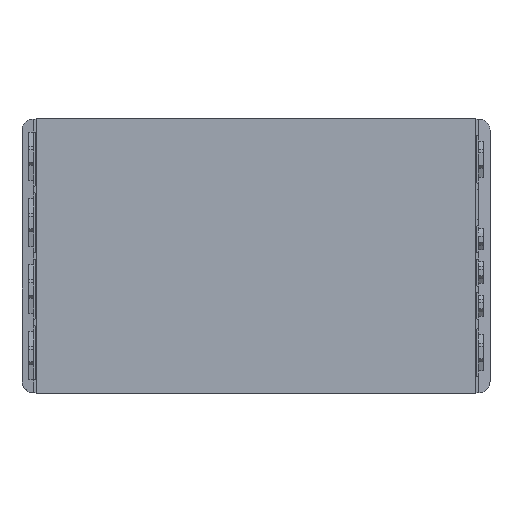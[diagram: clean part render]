
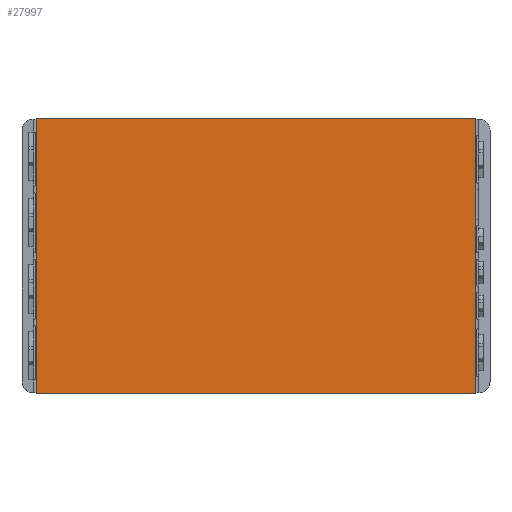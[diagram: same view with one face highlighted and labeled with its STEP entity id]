
A CAD part, top view. The second image highlights one B-rep face of the part: STEP entity #27997.
In plain terms, the highlighted face is planar.
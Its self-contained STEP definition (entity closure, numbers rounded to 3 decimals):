
#1007=FACE_OUTER_BOUND('',#2373,.T.);
#2373=EDGE_LOOP('',(#20434,#20435,#20436,#20437));
#4464=LINE('',#40039,#8456);
#4468=LINE('',#40047,#8460);
#4471=LINE('',#40053,#8463);
#4474=LINE('',#40058,#8466);
#8456=VECTOR('',#32701,1000.);
#8460=VECTOR('',#32707,1000.);
#8463=VECTOR('',#32712,1000.);
#8466=VECTOR('',#32717,1000.);
#12114=VERTEX_POINT('',#40037);
#12115=VERTEX_POINT('',#40038);
#12118=VERTEX_POINT('',#40046);
#12120=VERTEX_POINT('',#40052);
#15206=EDGE_CURVE('',#12114,#12115,#4464,.T.);
#15210=EDGE_CURVE('',#12118,#12114,#4468,.T.);
#15213=EDGE_CURVE('',#12120,#12118,#4471,.T.);
#15216=EDGE_CURVE('',#12115,#12120,#4474,.T.);
#20434=ORIENTED_EDGE('',*,*,#15206,.T.);
#20435=ORIENTED_EDGE('',*,*,#15216,.T.);
#20436=ORIENTED_EDGE('',*,*,#15213,.T.);
#20437=ORIENTED_EDGE('',*,*,#15210,.T.);
#26653=PLANE('',#29680);
#27997=ADVANCED_FACE('',(#1007),#26653,.T.);
#29680=AXIS2_PLACEMENT_3D('',#40061,#32721,#32722);
#32701=DIRECTION('',(1.,0.,0.));
#32707=DIRECTION('',(0.,1.,0.));
#32712=DIRECTION('',(-1.,0.,0.));
#32717=DIRECTION('',(0.,-1.,0.));
#32721=DIRECTION('center_axis',(0.,0.,
-1.));
#32722=DIRECTION('ref_axis',(0.,1.,0.));
#40037=CARTESIAN_POINT('',(-38.82,-24.153,-16.388));
#40038=CARTESIAN_POINT('',(-2.44,-24.153,-16.388));
#40039=CARTESIAN_POINT('',(-38.82,-24.153,-16.388));
#40046=CARTESIAN_POINT('',(-38.82,-46.953,-16.388));
#40047=CARTESIAN_POINT('',(-38.82,-46.953,-16.388));
#40052=CARTESIAN_POINT('',(-2.44,-46.953,-16.388));
#40053=CARTESIAN_POINT('',(-2.44,-46.953,-16.388));
#40058=CARTESIAN_POINT('',(-2.44,-24.153,-16.388));
#40061=CARTESIAN_POINT('Origin',(0.,0.,
-16.388));
